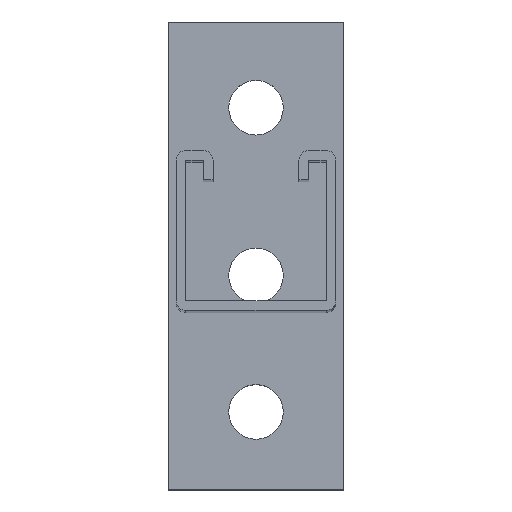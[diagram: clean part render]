
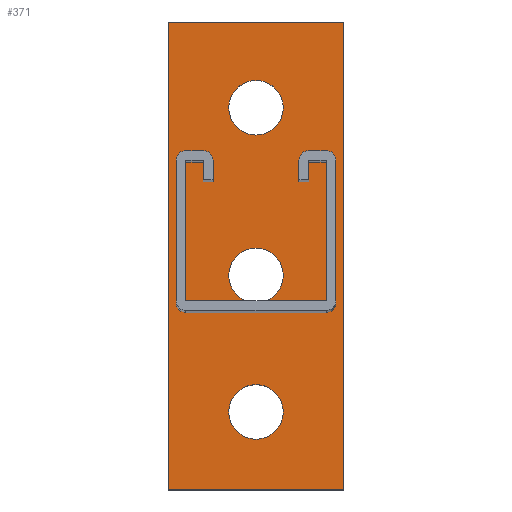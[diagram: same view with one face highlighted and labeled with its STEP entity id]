
A CAD part, top view. The second image highlights one B-rep face of the part: STEP entity #371.
In plain terms, the highlighted planar face has unit normal (0, 0, 1).
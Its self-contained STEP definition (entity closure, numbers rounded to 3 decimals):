
#10 = CIRCLE ( 'NONE', #486, 7. ) ;
#11 = EDGE_CURVE ( 'NONE', #781, #1232, #183, .T. ) ;
#25 = CARTESIAN_POINT ( 'NONE',  ( 0., 0., 8. ) ) ;
#49 = VECTOR ( 'NONE', #910, 1000. ) ;
#54 = DIRECTION ( 'NONE',  ( 1., 0., 0. ) ) ;
#110 = CIRCLE ( 'NONE', #1098, 7. ) ;
#111 = VERTEX_POINT ( 'NONE', #576 ) ;
#125 = VERTEX_POINT ( 'NONE', #25 ) ;
#127 = CARTESIAN_POINT ( 'NONE',  ( 15.5, -100., 8. ) ) ;
#132 = CIRCLE ( 'NONE', #919, 7. ) ;
#138 = CARTESIAN_POINT ( 'NONE',  ( 29.5, -22., 8. ) ) ;
#150 = EDGE_LOOP ( 'NONE', ( #1105, #443 ) ) ;
#151 = VERTEX_POINT ( 'NONE', #600 ) ;
#157 = CARTESIAN_POINT ( 'NONE',  ( 0., 0., 8. ) ) ;
#158 = LINE ( 'NONE', #831, #537 ) ;
#166 = CIRCLE ( 'NONE', #1113, 7. ) ;
#168 = AXIS2_PLACEMENT_3D ( 'NONE', #979, #598, #1097 ) ;
#183 = LINE ( 'NONE', #866, #945 ) ;
#191 = VERTEX_POINT ( 'NONE', #127 ) ;
#225 = DIRECTION ( 'NONE',  ( 0., 0., 1. ) ) ;
#255 = EDGE_CURVE ( 'NONE', #111, #698, #166, .T. ) ;
#295 = EDGE_CURVE ( 'NONE', #125, #781, #1224, .T. ) ;
#308 = EDGE_LOOP ( 'NONE', ( #470, #1213 ) ) ;
#320 = DIRECTION ( 'NONE',  ( 0., 0., 1. ) ) ;
#327 = EDGE_CURVE ( 'NONE', #191, #151, #525, .T. ) ;
#347 = CARTESIAN_POINT ( 'NONE',  ( 22.5, -100., 8. ) ) ;
#350 = ORIENTED_EDGE ( 'NONE', *, *, #295, .T. ) ;
#369 = CARTESIAN_POINT ( 'NONE',  ( 22.5, -100., 8. ) ) ;
#371 = ADVANCED_FACE ( 'NONE', ( #433, #1216, #776, #853 ), #1054, .T. ) ;
#391 = DIRECTION ( 'NONE',  ( 1., 0., 0. ) ) ;
#415 = CARTESIAN_POINT ( 'NONE',  ( 22.5, -65., 8. ) ) ;
#433 = FACE_BOUND ( 'NONE', #983, .T. ) ;
#436 = ORIENTED_EDGE ( 'NONE', *, *, #548, .F. ) ;
#443 = ORIENTED_EDGE ( 'NONE', *, *, #255, .F. ) ;
#461 = CARTESIAN_POINT ( 'NONE',  ( 29.5, -65., 8. ) ) ;
#465 = CARTESIAN_POINT ( 'NONE',  ( 0., 0., 8. ) ) ;
#470 = ORIENTED_EDGE ( 'NONE', *, *, #1081, .F. ) ;
#475 = ORIENTED_EDGE ( 'NONE', *, *, #706, .F. ) ;
#486 = AXIS2_PLACEMENT_3D ( 'NONE', #1080, #225, #993 ) ;
#525 = CIRCLE ( 'NONE', #1196, 7. ) ;
#536 = CARTESIAN_POINT ( 'NONE',  ( 45., 0., 8. ) ) ;
#537 = VECTOR ( 'NONE', #1034, 1000. ) ;
#548 = EDGE_CURVE ( 'NONE', #1072, #1039, #1198, .T. ) ;
#559 = DIRECTION ( 'NONE',  ( 0., 0., 1. ) ) ;
#574 = EDGE_CURVE ( 'NONE', #698, #111, #10, .T. ) ;
#576 = CARTESIAN_POINT ( 'NONE',  ( 15.5, -65., 8. ) ) ;
#598 = DIRECTION ( 'NONE',  ( 0., 0., 1. ) ) ;
#600 = CARTESIAN_POINT ( 'NONE',  ( 29.5, -100., 8. ) ) ;
#610 = VERTEX_POINT ( 'NONE', #536 ) ;
#639 = AXIS2_PLACEMENT_3D ( 'NONE', #465, #559, #391 ) ;
#655 = DIRECTION ( 'NONE',  ( 1., 0., 0. ) ) ;
#688 = DIRECTION ( 'NONE',  ( 1., 0., 0. ) ) ;
#689 = VECTOR ( 'NONE', #891, 1000. ) ;
#698 = VERTEX_POINT ( 'NONE', #461 ) ;
#706 = EDGE_CURVE ( 'NONE', #1039, #1072, #110, .T. ) ;
#776 = FACE_BOUND ( 'NONE', #150, .T. ) ;
#781 = VERTEX_POINT ( 'NONE', #864 ) ;
#794 = LINE ( 'NONE', #799, #689 ) ;
#799 = CARTESIAN_POINT ( 'NONE',  ( 0., 0., 8. ) ) ;
#820 = DIRECTION ( 'NONE',  ( 0., 0., 1. ) ) ;
#831 = CARTESIAN_POINT ( 'NONE',  ( 45., 0., 8. ) ) ;
#852 = EDGE_LOOP ( 'NONE', ( #350, #1141, #1123, #1214 ) ) ;
#853 = FACE_OUTER_BOUND ( 'NONE', #852, .T. ) ;
#864 = CARTESIAN_POINT ( 'NONE',  ( 0., -120., 8. ) ) ;
#866 = CARTESIAN_POINT ( 'NONE',  ( 0., -120., 8. ) ) ;
#891 = DIRECTION ( 'NONE',  ( -1., 0., 0. ) ) ;
#910 = DIRECTION ( 'NONE',  ( 0., -1., 0. ) ) ;
#919 = AXIS2_PLACEMENT_3D ( 'NONE', #369, #820, #1217 ) ;
#934 = EDGE_CURVE ( 'NONE', #610, #125, #794, .T. ) ;
#940 = CARTESIAN_POINT ( 'NONE',  ( 22.5, -22., 8. ) ) ;
#945 = VECTOR ( 'NONE', #655, 1000. ) ;
#964 = CARTESIAN_POINT ( 'NONE',  ( 45., -120., 8. ) ) ;
#979 = CARTESIAN_POINT ( 'NONE',  ( 22.5, -22., 8. ) ) ;
#983 = EDGE_LOOP ( 'NONE', ( #475, #436 ) ) ;
#993 = DIRECTION ( 'NONE',  ( 1., 0., 0. ) ) ;
#1009 = DIRECTION ( 'NONE',  ( 0., 0., 1. ) ) ;
#1034 = DIRECTION ( 'NONE',  ( 0., 1., 0. ) ) ;
#1039 = VERTEX_POINT ( 'NONE', #138 ) ;
#1054 = PLANE ( 'NONE',  #639 ) ;
#1072 = VERTEX_POINT ( 'NONE', #1134 ) ;
#1080 = CARTESIAN_POINT ( 'NONE',  ( 22.5, -65., 8. ) ) ;
#1081 = EDGE_CURVE ( 'NONE', #151, #191, #132, .T. ) ;
#1092 = DIRECTION ( 'NONE',  ( 0., 0., 1. ) ) ;
#1097 = DIRECTION ( 'NONE',  ( 1., 0., 0. ) ) ;
#1098 = AXIS2_PLACEMENT_3D ( 'NONE', #940, #1009, #1127 ) ;
#1105 = ORIENTED_EDGE ( 'NONE', *, *, #574, .F. ) ;
#1113 = AXIS2_PLACEMENT_3D ( 'NONE', #415, #320, #688 ) ;
#1121 = EDGE_CURVE ( 'NONE', #1232, #610, #158, .T. ) ;
#1123 = ORIENTED_EDGE ( 'NONE', *, *, #1121, .T. ) ;
#1127 = DIRECTION ( 'NONE',  ( 1., 0., 0. ) ) ;
#1134 = CARTESIAN_POINT ( 'NONE',  ( 15.5, -22., 8. ) ) ;
#1141 = ORIENTED_EDGE ( 'NONE', *, *, #11, .T. ) ;
#1196 = AXIS2_PLACEMENT_3D ( 'NONE', #347, #1092, #54 ) ;
#1198 = CIRCLE ( 'NONE', #168, 7. ) ;
#1213 = ORIENTED_EDGE ( 'NONE', *, *, #327, .F. ) ;
#1214 = ORIENTED_EDGE ( 'NONE', *, *, #934, .T. ) ;
#1216 = FACE_BOUND ( 'NONE', #308, .T. ) ;
#1217 = DIRECTION ( 'NONE',  ( 1., 0., 0. ) ) ;
#1224 = LINE ( 'NONE', #157, #49 ) ;
#1232 = VERTEX_POINT ( 'NONE', #964 ) ;
